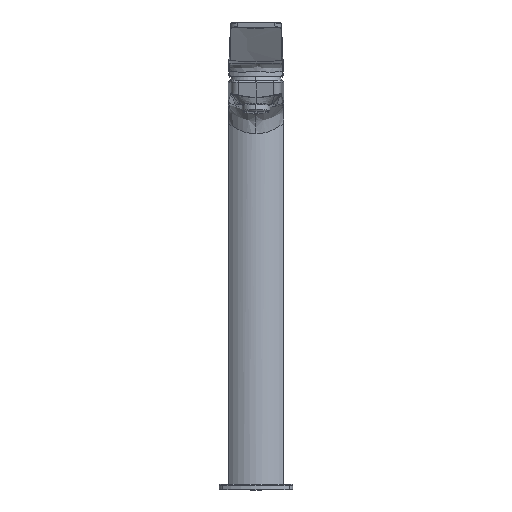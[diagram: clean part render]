
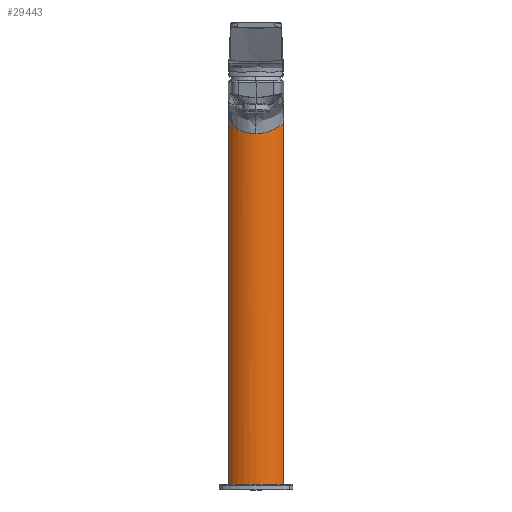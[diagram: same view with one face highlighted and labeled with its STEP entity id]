
A CAD part, top view. The second image highlights one B-rep face of the part: STEP entity #29443.
In plain terms, the highlighted cylindrical face has radius 25.004 mm (diameter 50.007 mm), a partial arc.
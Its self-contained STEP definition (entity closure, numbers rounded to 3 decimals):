
#7235=CARTESIAN_POINT('',(0.,238.772,
20.25));
#7364=CARTESIAN_POINT('',(-18.542,245.72,12.02));
#7597=CARTESIAN_POINT('',(0.,0.,-4.754));
#7598=DIRECTION('',(0.,1.,0.));
#7599=DIRECTION('',(-0.742,0.,0.671));
#7600=AXIS2_PLACEMENT_3D('',#7597,#7598,#7599);
#7602=DIRECTION('',(0.,-1.,0.));
#7603=VECTOR('',#7602,245.72);
#7604=CARTESIAN_POINT('',(-18.542,245.72,12.02));
#7605=LINE('',#7604,#7603);
#7606=CARTESIAN_POINT('',(0.,238.772,
20.25));
#7607=CARTESIAN_POINT('',(-0.193,238.772,
20.25));
#7608=CARTESIAN_POINT('',(-0.58,238.777,
20.246));
#7609=CARTESIAN_POINT('',(-1.161,238.796,20.225));
#7610=CARTESIAN_POINT('',(-1.745,238.829,20.191));
#7611=CARTESIAN_POINT('',(-2.329,238.876,20.144));
#7612=CARTESIAN_POINT('',(-2.916,238.936,20.082));
#7613=CARTESIAN_POINT('',(-3.504,239.009,20.006));
#7614=CARTESIAN_POINT('',(-4.094,239.097,19.915));
#7615=CARTESIAN_POINT('',(-4.686,239.199,19.809));
#7616=CARTESIAN_POINT('',(-5.28,239.314,19.689));
#7617=CARTESIAN_POINT('',(-5.877,239.445,19.552));
#7618=CARTESIAN_POINT('',(-6.476,239.59,19.399));
#7619=CARTESIAN_POINT('',(-7.078,239.751,19.23));
#7620=CARTESIAN_POINT('',(-7.683,239.927,19.043));
#7621=CARTESIAN_POINT('',(-8.29,240.118,18.839));
#7622=CARTESIAN_POINT('',(-8.901,240.326,18.615));
#7623=CARTESIAN_POINT('',(-9.514,240.55,18.373));
#7624=CARTESIAN_POINT('',(-10.129,240.79,18.11));
#7625=CARTESIAN_POINT('',(-10.747,241.047,17.826));
#7626=CARTESIAN_POINT('',(-11.366,241.321,17.521));
#7627=CARTESIAN_POINT('',(-11.987,241.612,17.193));
#7628=CARTESIAN_POINT('',(-12.608,241.92,16.842));
#7629=CARTESIAN_POINT('',(-13.229,242.244,16.468));
#7630=CARTESIAN_POINT('',(-13.848,242.584,16.069));
#7631=CARTESIAN_POINT('',(-14.465,242.939,15.646));
#7632=CARTESIAN_POINT('',(-15.077,243.308,15.197));
#7633=CARTESIAN_POINT('',(-15.684,243.69,14.724));
#7634=CARTESIAN_POINT('',(-16.282,244.084,14.227));
#7635=CARTESIAN_POINT('',(-16.869,244.486,13.707));
#7636=CARTESIAN_POINT('',(-17.444,244.895,13.166));
#7637=CARTESIAN_POINT('',(-18.003,245.307,12.604));
#7638=CARTESIAN_POINT('',(-18.364,245.583,12.217));
#7639=CARTESIAN_POINT('',(-18.542,245.72,12.02));
#7641=CARTESIAN_POINT('',(18.542,245.72,12.02));
#7642=CARTESIAN_POINT('',(18.364,245.583,12.217));
#7643=CARTESIAN_POINT('',(18.003,245.307,12.604));
#7644=CARTESIAN_POINT('',(17.444,244.895,13.166));
#7645=CARTESIAN_POINT('',(16.869,244.486,13.707));
#7646=CARTESIAN_POINT('',(16.282,244.084,14.227));
#7647=CARTESIAN_POINT('',(15.684,243.691,14.724));
#7648=CARTESIAN_POINT('',(15.078,243.308,15.197));
#7649=CARTESIAN_POINT('',(14.465,242.939,15.646));
#7650=CARTESIAN_POINT('',(13.849,242.584,16.069));
#7651=CARTESIAN_POINT('',(13.229,242.244,16.468));
#7652=CARTESIAN_POINT('',(12.608,241.92,16.842));
#7653=CARTESIAN_POINT('',(11.987,241.612,17.193));
#7654=CARTESIAN_POINT('',(11.366,241.321,17.521));
#7655=CARTESIAN_POINT('',(10.747,241.047,17.826));
#7656=CARTESIAN_POINT('',(10.129,240.79,18.11));
#7657=CARTESIAN_POINT('',(9.514,240.55,18.372));
#7658=CARTESIAN_POINT('',(8.901,240.326,18.615));
#7659=CARTESIAN_POINT('',(8.29,240.118,18.839));
#7660=CARTESIAN_POINT('',(7.683,239.927,19.043));
#7661=CARTESIAN_POINT('',(7.078,239.751,19.23));
#7662=CARTESIAN_POINT('',(6.476,239.59,19.399));
#7663=CARTESIAN_POINT('',(5.877,239.445,19.552));
#7664=CARTESIAN_POINT('',(5.28,239.314,19.689));
#7665=CARTESIAN_POINT('',(4.686,239.199,19.809));
#7666=CARTESIAN_POINT('',(4.094,239.097,19.915));
#7667=CARTESIAN_POINT('',(3.504,239.009,20.006));
#7668=CARTESIAN_POINT('',(2.916,238.936,20.082));
#7669=CARTESIAN_POINT('',(2.329,238.876,20.144));
#7670=CARTESIAN_POINT('',(1.745,238.829,20.191));
#7671=CARTESIAN_POINT('',(1.162,238.796,20.225));
#7672=CARTESIAN_POINT('',(0.58,238.777,20.246));
#7673=CARTESIAN_POINT('',(0.193,238.772,20.25));
#7674=CARTESIAN_POINT('',(0.,238.772,
20.25));
#7681=DIRECTION('',(0.,-1.,0.));
#7682=VECTOR('',#7681,245.72);
#7683=CARTESIAN_POINT('',(18.542,245.72,12.02));
#7684=LINE('',#7683,#7682);
#12949=VERTEX_POINT('',#7235);
#12950=VERTEX_POINT('',#7641);
#13268=VERTEX_POINT('',#7364);
#13928=CARTESIAN_POINT('',(-18.542,0.,12.02));
#13929=CARTESIAN_POINT('',(18.542,0.,12.02));
#13930=VERTEX_POINT('',#13928);
#13931=VERTEX_POINT('',#13929);
#29430=CARTESIAN_POINT('',(0.,-2.3,-4.754));
#29431=DIRECTION('',(0.,1.,0.));
#29432=DIRECTION('',(1.,0.,0.));
#29433=AXIS2_PLACEMENT_3D('',#29430,#29431,#29432);
#29434=CYLINDRICAL_SURFACE('',#29433,25.004);
#29435=ORIENTED_EDGE('',*,*,#25045,.F.);
#29436=ORIENTED_EDGE('',*,*,#29418,.F.);
#29437=ORIENTED_EDGE('',*,*,#28789,.F.);
#29438=ORIENTED_EDGE('',*,*,#28673,.F.);
#29440=ORIENTED_EDGE('',*,*,#29439,.T.);
#29441=EDGE_LOOP('',(#29435,#29436,#29437,#29438,#29440));
#29442=FACE_OUTER_BOUND('',#29441,.F.);
#29443=ADVANCED_FACE('',(#29442),#29434,.T.);
#7601=CIRCLE('',#7600,25.004);
#7640=B_SPLINE_CURVE_WITH_KNOTS('',3,(#7606,#7607,#7608,#7609,#7610,#7611,#7612,
#7613,#7614,#7615,#7616,#7617,#7618,#7619,#7620,#7621,#7622,#7623,#7624,#7625,
#7626,#7627,#7628,#7629,#7630,#7631,#7632,#7633,#7634,#7635,#7636,#7637,#7638,
#7639),.UNSPECIFIED.,.F.,.F.,(4,1,1,1,1,1,1,1,1,1,1,1,1,1,1,1,1,1,1,1,1,1,1,1,1,
1,1,1,1,1,1,4),(0.,0.032,0.065,0.097,
0.129,0.161,0.194,0.226,
0.258,0.29,0.323,0.355,
0.387,0.419,0.452,0.484,
0.516,0.548,0.581,0.613,
0.645,0.677,0.71,0.742,
0.774,0.806,0.839,0.871,
0.903,0.935,0.968,1.),.UNSPECIFIED.);
#7675=B_SPLINE_CURVE_WITH_KNOTS('',3,(#7641,#7642,#7643,#7644,#7645,#7646,#7647,
#7648,#7649,#7650,#7651,#7652,#7653,#7654,#7655,#7656,#7657,#7658,#7659,#7660,
#7661,#7662,#7663,#7664,#7665,#7666,#7667,#7668,#7669,#7670,#7671,#7672,#7673,
#7674),.UNSPECIFIED.,.F.,.F.,(4,1,1,1,1,1,1,1,1,1,1,1,1,1,1,1,1,1,1,1,1,1,1,1,1,
1,1,1,1,1,1,4),(0.,0.032,0.065,0.097,
0.129,0.161,0.194,0.226,
0.258,0.29,0.323,0.355,
0.387,0.419,0.452,0.484,
0.516,0.548,0.581,0.613,
0.645,0.677,0.71,0.742,
0.774,0.806,0.839,0.871,
0.903,0.935,0.968,1.),.UNSPECIFIED.);
#25045=EDGE_CURVE('',#13930,#13931,#7601,.T.);
#28673=EDGE_CURVE('',#12950,#12949,#7675,.T.);
#28789=EDGE_CURVE('',#12949,#13268,#7640,.T.);
#29418=EDGE_CURVE('',#13268,#13930,#7605,.T.);
#29439=EDGE_CURVE('',#12950,#13931,#7684,.T.);
